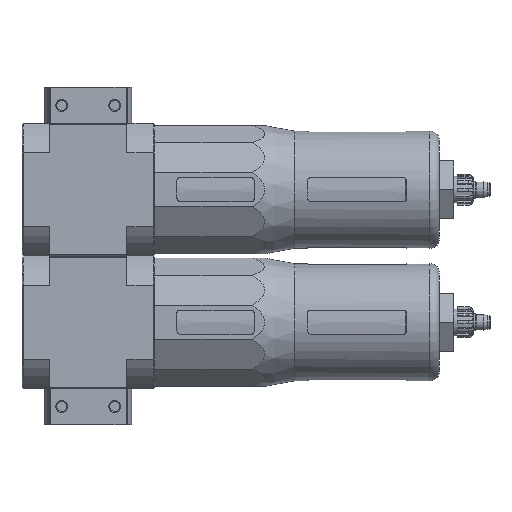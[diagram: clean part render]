
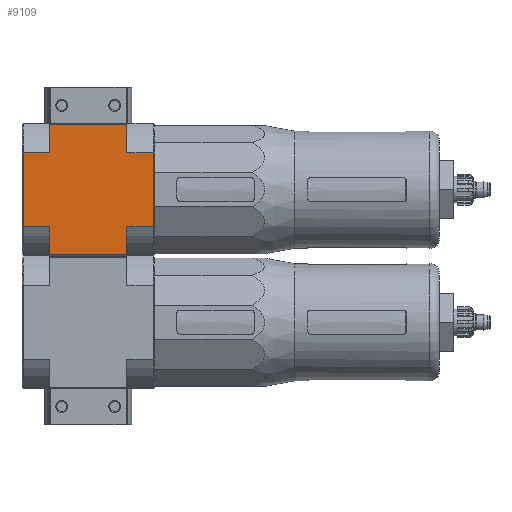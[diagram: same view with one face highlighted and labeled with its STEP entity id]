
A CAD part, left-side view. The second image highlights one B-rep face of the part: STEP entity #9109.
In plain terms, the highlighted face is planar.
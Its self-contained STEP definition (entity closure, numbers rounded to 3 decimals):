
#920=LINE('',#17003,#1560);
#922=LINE('',#17007,#1562);
#923=LINE('',#17011,#1563);
#925=LINE('',#17014,#1565);
#927=LINE('',#17018,#1567);
#929=LINE('',#17024,#1569);
#931=LINE('',#17028,#1571);
#934=LINE('',#17034,#1574);
#937=LINE('',#17044,#1577);
#938=LINE('',#17049,#1578);
#940=LINE('',#17055,#1580);
#945=LINE('',#17112,#1585);
#1560=VECTOR('',#13972,1000.);
#1562=VECTOR('',#13976,1000.);
#1563=VECTOR('',#13981,1000.);
#1565=VECTOR('',#13985,1000.);
#1567=VECTOR('',#13989,1000.);
#1569=VECTOR('',#13995,1000.);
#1571=VECTOR('',#13999,1000.);
#1574=VECTOR('',#14004,1000.);
#1577=VECTOR('',#14013,1000.);
#1578=VECTOR('',#14018,1000.);
#1580=VECTOR('',#14024,1000.);
#1585=VECTOR('',#14053,1000.);
#3148=ORIENTED_EDGE('',*,*,#5110,.T.);
#3149=ORIENTED_EDGE('',*,*,#5107,.F.);
#3150=ORIENTED_EDGE('',*,*,#5127,.T.);
#3151=ORIENTED_EDGE('',*,*,#5105,.F.);
#3152=ORIENTED_EDGE('',*,*,#5100,.T.);
#3153=ORIENTED_EDGE('',*,*,#5097,.F.);
#3154=ORIENTED_EDGE('',*,*,#5095,.F.);
#3155=ORIENTED_EDGE('',*,*,#5092,.T.);
#3156=ORIENTED_EDGE('',*,*,#5090,.F.);
#3157=ORIENTED_EDGE('',*,*,#5088,.T.);
#3158=ORIENTED_EDGE('',*,*,#5086,.F.);
#3159=ORIENTED_EDGE('',*,*,#5084,.T.);
#5084=EDGE_CURVE('',#6193,#6195,#920,.T.);
#5086=EDGE_CURVE('',#6193,#6197,#922,.T.);
#5088=EDGE_CURVE('',#6156,#6197,#923,.T.);
#5090=EDGE_CURVE('',#6156,#6162,#925,.T.);
#5092=EDGE_CURVE('',#6199,#6162,#927,.F.);
#5095=EDGE_CURVE('',#6199,#6201,#929,.T.);
#5097=EDGE_CURVE('',#6201,#6202,#931,.T.);
#5100=EDGE_CURVE('',#6204,#6202,#934,.T.);
#5105=EDGE_CURVE('',#6204,#6206,#937,.F.);
#5107=EDGE_CURVE('',#6209,#6210,#938,.T.);
#5110=EDGE_CURVE('',#6195,#6210,#940,.T.);
#5127=EDGE_CURVE('',#6209,#6206,#945,.T.);
#6156=VERTEX_POINT('',#16874);
#6162=VERTEX_POINT('',#16900);
#6193=VERTEX_POINT('',#16998);
#6195=VERTEX_POINT('',#17002);
#6197=VERTEX_POINT('',#17008);
#6199=VERTEX_POINT('',#17019);
#6201=VERTEX_POINT('',#17025);
#6202=VERTEX_POINT('',#17029);
#6204=VERTEX_POINT('',#17035);
#6206=VERTEX_POINT('',#17041);
#6209=VERTEX_POINT('',#17048);
#6210=VERTEX_POINT('',#17050);
#7437=EDGE_LOOP('',(#3148,#3149,#3150,#3151,#3152,#3153,#3154,#3155,#3156,
#3157,#3158,#3159));
#8174=FACE_BOUND('',#7437,.T.);
#8680=PLANE('',#12189);
#9109=ADVANCED_FACE('',(#8174),#8680,.F.);
#12189=AXIS2_PLACEMENT_3D('',#17111,#14051,#14052);
#13972=DIRECTION('',(0.,-1.,0.));
#13976=DIRECTION('',(-1.,0.,0.));
#13981=DIRECTION('',(0.,-1.,0.));
#13985=DIRECTION('',(-1.,0.,0.));
#13989=DIRECTION('',(0.,-1.,0.));
#13995=DIRECTION('',(-1.,0.,0.));
#13999=DIRECTION('',(0.,-1.,0.));
#14004=DIRECTION('',(-1.,0.,0.));
#14013=DIRECTION('',(0.,1.,0.));
#14018=DIRECTION('',(0.,1.,0.));
#14024=DIRECTION('',(-1.,0.,0.));
#14051=DIRECTION('',(0.,0.,1.));
#14052=DIRECTION('',(1.,0.,0.));
#14053=DIRECTION('',(-1.,0.,0.));
#16874=CARTESIAN_POINT('',(15.362,27.,-27.5));
#16900=CARTESIAN_POINT('',(-15.362,27.,-27.5));
#16998=CARTESIAN_POINT('',(27.,16.,-27.5));
#17002=CARTESIAN_POINT('',(27.,-16.,-27.5));
#17003=CARTESIAN_POINT('',(27.,27.5,-27.5));
#17007=CARTESIAN_POINT('',(27.,16.,-27.5));
#17008=CARTESIAN_POINT('',(15.362,16.,-27.5));
#17011=CARTESIAN_POINT('',(15.362,36.,-27.5));
#17014=CARTESIAN_POINT('',(20.,27.,-27.5));
#17018=CARTESIAN_POINT('',(-15.362,36.,-27.5));
#17019=CARTESIAN_POINT('',(-15.362,16.,-27.5));
#17024=CARTESIAN_POINT('',(27.,16.,-27.5));
#17025=CARTESIAN_POINT('',(-27.,16.,-27.5));
#17028=CARTESIAN_POINT('',(-27.,27.5,-27.5));
#17029=CARTESIAN_POINT('',(-27.,-16.,-27.5));
#17034=CARTESIAN_POINT('',(27.,-16.,-27.5));
#17035=CARTESIAN_POINT('',(-15.362,-16.,-27.5));
#17041=CARTESIAN_POINT('',(-15.362,-27.,-27.5));
#17044=CARTESIAN_POINT('',(-15.362,-36.,-27.5));
#17048=CARTESIAN_POINT('',(15.362,-27.,-27.5));
#17049=CARTESIAN_POINT('',(15.362,-36.,-27.5));
#17050=CARTESIAN_POINT('',(15.362,-16.,-27.5));
#17055=CARTESIAN_POINT('',(27.,-16.,-27.5));
#17111=CARTESIAN_POINT('',(27.,27.5,-27.5));
#17112=CARTESIAN_POINT('',(20.,-27.,-27.5));
